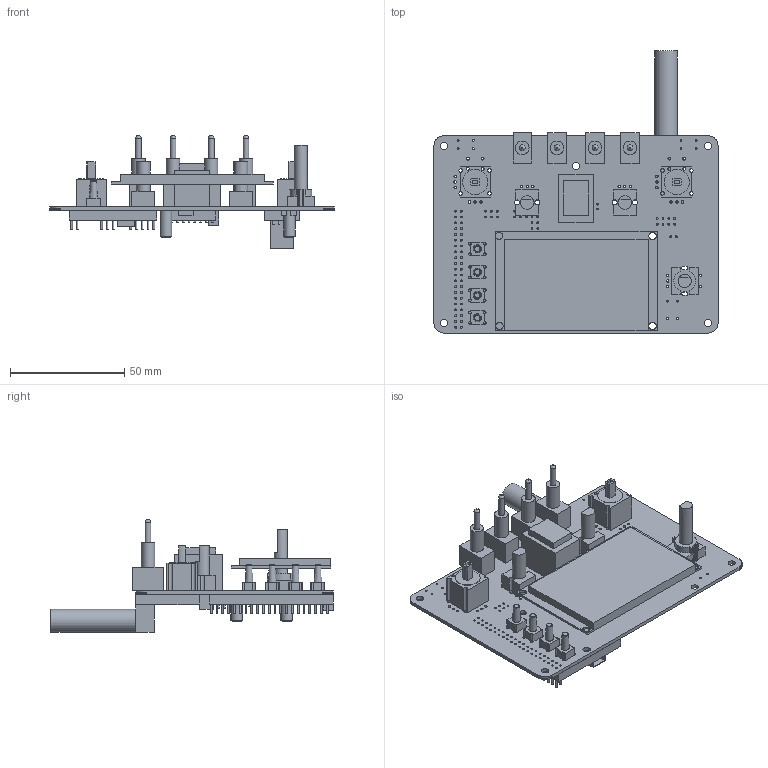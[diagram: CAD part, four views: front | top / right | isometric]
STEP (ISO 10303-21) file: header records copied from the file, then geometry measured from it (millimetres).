
FILE_DESCRIPTION(/* description */ (''),/* implementation_level */ '2;1');
FILE_NAME(/* name */ 'PCB.step',/* time_stamp */ '2024-10-31T11:36:31-04:00',/* author */ (''),/* organization */ (''),/* preprocessor_version */ 'ST-DEVELOPER v20',/* originating_system */ 'Autodesk Translation Framework v13.20.0.188',/* authorisation */ '');
FILE_SCHEMA (('AUTOMOTIVE_DESIGN { 1 0 10303 214 3 1 1 }'));
Length unit declared in the file: millimetre
Products named in the file (17): Aluminum Version; References; PCB; Sketches; Buttons; Rotary Encoder; Joysticks; Potentiometers; Power Switch; Toggles; Screen; Arduino Mega; Capacitors; Resistors; MPU6050; JST Battery Connector; NRF24
Assembly tree (16 placements, depth 3):
  Aluminum Version
    References
      PCB
      Sketches
      Buttons
      Rotary Encoder
      Joysticks
      Potentiometers
      Power Switch
      Toggles
      Screen
      Arduino Mega
      Capacitors
      Resistors
      MPU6050
      JST Battery Connector
      NRF24
Bounding box: 124.46 x 123.53 x 49.2 mm (x, y, z)
Volume: 65110.6 mm3; surface area: 53914.9 mm2
Topology: 112 solids, 112 shells, 1337 faces, 3205 edges, 2132 vertices
Faces by surface type: plane 869, cylinder 454, cone 10, bspline 4
Full cylindrical faces by diameter (mm): 0.7 x2, 0.8 x317, 1 x11, 1.1 x28, 1.3 x12, 1.6 x8, 2.2 x4, 2.5 x4, 3.2 x14, 3.5 x4, 5.1 x2, 5.7 x1, 5.9 x4, 6 x2, 10 x1, 11 x2
Entity records: 40624 total; most frequent: DIRECTION 6875, CARTESIAN_POINT 6811, ORIENTED_EDGE 6410, EDGE_CURVE 3205, AXIS2_PLACEMENT_3D 2304, LINE 2267, VECTOR 2267, VERTEX_POINT 2132
